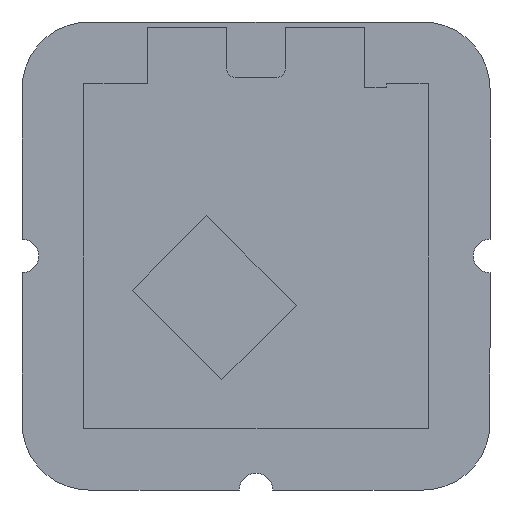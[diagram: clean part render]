
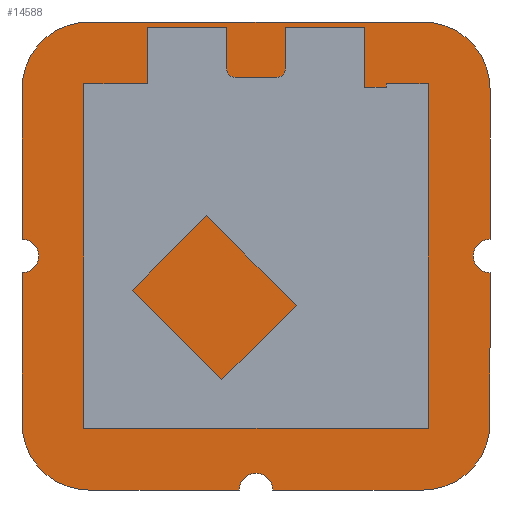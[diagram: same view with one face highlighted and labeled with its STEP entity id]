
A CAD part, front view. The second image highlights one B-rep face of the part: STEP entity #14588.
In plain terms, the highlighted planar face has unit normal (0, -1, 0).
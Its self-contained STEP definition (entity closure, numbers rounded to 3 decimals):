
#38 = CARTESIAN_POINT ( 'NONE',  ( -14., -4.8, -14. ) ) ;
#208 = CARTESIAN_POINT ( 'NONE',  ( 10., -4.8, -10. ) ) ;
#229 = AXIS2_PLACEMENT_3D ( 'NONE', #14861, #10779, #14916 ) ;
#461 = CARTESIAN_POINT ( 'NONE',  ( 0., -4.8, -13. ) ) ;
#491 = CIRCLE ( 'NONE', #4418, 4. ) ;
#771 = VERTEX_POINT ( 'NONE', #10770 ) ;
#874 = AXIS2_PLACEMENT_3D ( 'NONE', #14463, #6453, #1182 ) ;
#918 = EDGE_CURVE ( 'NONE', #16995, #13875, #16111, .T. ) ;
#1053 = CARTESIAN_POINT ( 'NONE',  ( -1., -4.8, -14. ) ) ;
#1158 = DIRECTION ( 'NONE',  ( 0., 0., -1. ) ) ;
#1182 = DIRECTION ( 'NONE',  ( 0., 0., 1. ) ) ;
#1433 = VERTEX_POINT ( 'NONE', #7209 ) ;
#1501 = DIRECTION ( 'NONE',  ( 0., 0., 1. ) ) ;
#1529 = CARTESIAN_POINT ( 'NONE',  ( -14., -4.8, -14. ) ) ;
#1646 = CARTESIAN_POINT ( 'NONE',  ( 14., -4.8, 1. ) ) ;
#1747 = ORIENTED_EDGE ( 'NONE', *, *, #9142, .F. ) ;
#1896 = ORIENTED_EDGE ( 'NONE', *, *, #6704, .T. ) ;
#2088 = CARTESIAN_POINT ( 'NONE',  ( -10., -4.8, 14. ) ) ;
#2278 = DIRECTION ( 'NONE',  ( 0., -1., 0. ) ) ;
#2285 = CARTESIAN_POINT ( 'NONE',  ( 0., -4.8, -14. ) ) ;
#2376 = AXIS2_PLACEMENT_3D ( 'NONE', #11814, #15858, #12990 ) ;
#2394 = DIRECTION ( 'NONE',  ( 0., -1., 0. ) ) ;
#2443 = CARTESIAN_POINT ( 'NONE',  ( 1., -4.8, -14. ) ) ;
#2743 = AXIS2_PLACEMENT_3D ( 'NONE', #14458, #2394, #5232 ) ;
#2765 = VERTEX_POINT ( 'NONE', #15165 ) ;
#2980 = CIRCLE ( 'NONE', #2376, 1. ) ;
#2992 = VERTEX_POINT ( 'NONE', #6115 ) ;
#3019 = VERTEX_POINT ( 'NONE', #3331 ) ;
#3307 = ORIENTED_EDGE ( 'NONE', *, *, #16524, .F. ) ;
#3331 = CARTESIAN_POINT ( 'NONE',  ( 14., -4.8, -10. ) ) ;
#3545 = ORIENTED_EDGE ( 'NONE', *, *, #16446, .F. ) ;
#3572 = EDGE_CURVE ( 'NONE', #771, #5262, #13718, .T. ) ;
#4218 = ORIENTED_EDGE ( 'NONE', *, *, #10613, .F. ) ;
#4293 = DIRECTION ( 'NONE',  ( 0., -1., 0. ) ) ;
#4319 = VECTOR ( 'NONE', #8930, 1000. ) ;
#4418 = AXIS2_PLACEMENT_3D ( 'NONE', #208, #4293, #12342 ) ;
#4894 = CARTESIAN_POINT ( 'NONE',  ( -14., -4.8, -10. ) ) ;
#4958 = VECTOR ( 'NONE', #12378, 1000. ) ;
#5007 = DIRECTION ( 'NONE',  ( 0., 0., 1. ) ) ;
#5048 = EDGE_CURVE ( 'NONE', #16728, #5712, #16838, .T. ) ;
#5142 = PLANE ( 'NONE',  #5501 ) ;
#5227 = DIRECTION ( 'NONE',  ( -1., 0., 0. ) ) ;
#5232 = DIRECTION ( 'NONE',  ( 0., 0., 1. ) ) ;
#5262 = VERTEX_POINT ( 'NONE', #1646 ) ;
#5265 = EDGE_CURVE ( 'NONE', #2992, #3019, #491, .T. ) ;
#5501 = AXIS2_PLACEMENT_3D ( 'NONE', #10498, #15982, #14600 ) ;
#5529 = ORIENTED_EDGE ( 'NONE', *, *, #13307, .T. ) ;
#5712 = VERTEX_POINT ( 'NONE', #12918 ) ;
#5723 = CIRCLE ( 'NONE', #9005, 1. ) ;
#6115 = CARTESIAN_POINT ( 'NONE',  ( 10., -4.8, -14. ) ) ;
#6453 = DIRECTION ( 'NONE',  ( 0., -1., 0. ) ) ;
#6464 = AXIS2_PLACEMENT_3D ( 'NONE', #9503, #8117, #1501 ) ;
#6492 = CARTESIAN_POINT ( 'NONE',  ( -10., -4.8, -14. ) ) ;
#6581 = LINE ( 'NONE', #38, #14738 ) ;
#6698 = VERTEX_POINT ( 'NONE', #9564 ) ;
#6704 = EDGE_CURVE ( 'NONE', #771, #6698, #8615, .T. ) ;
#6789 = LINE ( 'NONE', #9224, #16833 ) ;
#6840 = CIRCLE ( 'NONE', #2743, 1. ) ;
#7209 = CARTESIAN_POINT ( 'NONE',  ( 14., -4.8, -1. ) ) ;
#7247 = DIRECTION ( 'NONE',  ( 0., 0., 1. ) ) ;
#7628 = EDGE_CURVE ( 'NONE', #2992, #15025, #7714, .T. ) ;
#7714 = LINE ( 'NONE', #2443, #9794 ) ;
#8117 = DIRECTION ( 'NONE',  ( 0., -1., 0. ) ) ;
#8467 = EDGE_LOOP ( 'NONE', ( #9669, #12922, #12077, #3307, #4218, #9806, #15516, #1747, #3545, #12904, #1896, #16091, #5529, #15719, #10176 ) ) ;
#8569 = EDGE_CURVE ( 'NONE', #8946, #6698, #16010, .T. ) ;
#8581 = CARTESIAN_POINT ( 'NONE',  ( -14., -4.8, 1. ) ) ;
#8615 = CIRCLE ( 'NONE', #6464, 4. ) ;
#8861 = EDGE_CURVE ( 'NONE', #5712, #2765, #10566, .T. ) ;
#8911 = DIRECTION ( 'NONE',  ( 0., 0., 1. ) ) ;
#8927 = CARTESIAN_POINT ( 'NONE',  ( 1., -4.8, -14. ) ) ;
#8930 = DIRECTION ( 'NONE',  ( 1., 0., 0. ) ) ;
#8946 = VERTEX_POINT ( 'NONE', #2088 ) ;
#9005 = AXIS2_PLACEMENT_3D ( 'NONE', #2285, #11655, #5007 ) ;
#9142 = EDGE_CURVE ( 'NONE', #1433, #3019, #6789, .T. ) ;
#9224 = CARTESIAN_POINT ( 'NONE',  ( 14., -4.8, -14. ) ) ;
#9350 = VERTEX_POINT ( 'NONE', #461 ) ;
#9413 = CIRCLE ( 'NONE', #874, 4. ) ;
#9429 = DIRECTION ( 'NONE',  ( 0., 0., 1. ) ) ;
#9482 = CARTESIAN_POINT ( 'NONE',  ( -14., -4.8, -1. ) ) ;
#9503 = CARTESIAN_POINT ( 'NONE',  ( 10., -4.8, 10. ) ) ;
#9564 = CARTESIAN_POINT ( 'NONE',  ( 10., -4.8, 14. ) ) ;
#9669 = ORIENTED_EDGE ( 'NONE', *, *, #15972, .F. ) ;
#9794 = VECTOR ( 'NONE', #5227, 1000. ) ;
#9806 = ORIENTED_EDGE ( 'NONE', *, *, #7628, .F. ) ;
#10075 = CARTESIAN_POINT ( 'NONE',  ( -14., -4.8, 14. ) ) ;
#10176 = ORIENTED_EDGE ( 'NONE', *, *, #5048, .F. ) ;
#10498 = CARTESIAN_POINT ( 'NONE',  ( -14., -4.8, 0. ) ) ;
#10566 = LINE ( 'NONE', #8581, #14544 ) ;
#10613 = EDGE_CURVE ( 'NONE', #15025, #9350, #6840, .T. ) ;
#10770 = CARTESIAN_POINT ( 'NONE',  ( 14., -4.8, 10. ) ) ;
#10779 = DIRECTION ( 'NONE',  ( 0., -1., 0. ) ) ;
#11655 = DIRECTION ( 'NONE',  ( 0., -1., 0. ) ) ;
#11814 = CARTESIAN_POINT ( 'NONE',  ( 14., -4.8, 0. ) ) ;
#11889 = VERTEX_POINT ( 'NONE', #4894 ) ;
#11890 = FACE_OUTER_BOUND ( 'NONE', #8467, .T. ) ;
#12077 = ORIENTED_EDGE ( 'NONE', *, *, #918, .F. ) ;
#12342 = DIRECTION ( 'NONE',  ( 0., 0., 1. ) ) ;
#12378 = DIRECTION ( 'NONE',  ( 0., 0., -1. ) ) ;
#12904 = ORIENTED_EDGE ( 'NONE', *, *, #3572, .F. ) ;
#12918 = CARTESIAN_POINT ( 'NONE',  ( -14., -4.8, 1. ) ) ;
#12922 = ORIENTED_EDGE ( 'NONE', *, *, #13329, .T. ) ;
#12990 = DIRECTION ( 'NONE',  ( 0., 0., 1. ) ) ;
#13307 = EDGE_CURVE ( 'NONE', #8946, #2765, #9413, .T. ) ;
#13329 = EDGE_CURVE ( 'NONE', #11889, #13875, #16313, .T. ) ;
#13718 = LINE ( 'NONE', #13959, #4958 ) ;
#13875 = VERTEX_POINT ( 'NONE', #6492 ) ;
#13959 = CARTESIAN_POINT ( 'NONE',  ( 14., -4.8, 1. ) ) ;
#14458 = CARTESIAN_POINT ( 'NONE',  ( 0., -4.8, -14. ) ) ;
#14463 = CARTESIAN_POINT ( 'NONE',  ( -10., -4.8, 10. ) ) ;
#14544 = VECTOR ( 'NONE', #7247, 1000. ) ;
#14588 = ADVANCED_FACE ( 'NONE', ( #11890 ), #5142, .F. ) ;
#14600 = DIRECTION ( 'NONE',  ( 0., 0., 1. ) ) ;
#14738 = VECTOR ( 'NONE', #9429, 1000. ) ;
#14861 = CARTESIAN_POINT ( 'NONE',  ( -10., -4.8, -10. ) ) ;
#14916 = DIRECTION ( 'NONE',  ( 0., 0., 1. ) ) ;
#15025 = VERTEX_POINT ( 'NONE', #8927 ) ;
#15165 = CARTESIAN_POINT ( 'NONE',  ( -14., -4.8, 10. ) ) ;
#15516 = ORIENTED_EDGE ( 'NONE', *, *, #5265, .T. ) ;
#15719 = ORIENTED_EDGE ( 'NONE', *, *, #8861, .F. ) ;
#15726 = CARTESIAN_POINT ( 'NONE',  ( -14., -4.8, 0. ) ) ;
#15858 = DIRECTION ( 'NONE',  ( 0., -1., 0. ) ) ;
#15972 = EDGE_CURVE ( 'NONE', #11889, #16728, #6581, .T. ) ;
#15982 = DIRECTION ( 'NONE',  ( 0., 1., 0. ) ) ;
#16010 = LINE ( 'NONE', #10075, #4319 ) ;
#16091 = ORIENTED_EDGE ( 'NONE', *, *, #8569, .F. ) ;
#16111 = LINE ( 'NONE', #1529, #16324 ) ;
#16313 = CIRCLE ( 'NONE', #229, 4. ) ;
#16324 = VECTOR ( 'NONE', #16358, 1000. ) ;
#16358 = DIRECTION ( 'NONE',  ( -1., 0., 0. ) ) ;
#16446 = EDGE_CURVE ( 'NONE', #5262, #1433, #2980, .T. ) ;
#16524 = EDGE_CURVE ( 'NONE', #9350, #16995, #5723, .T. ) ;
#16728 = VERTEX_POINT ( 'NONE', #9482 ) ;
#16833 = VECTOR ( 'NONE', #1158, 1000. ) ;
#16838 = CIRCLE ( 'NONE', #17069, 1. ) ;
#16995 = VERTEX_POINT ( 'NONE', #1053 ) ;
#17069 = AXIS2_PLACEMENT_3D ( 'NONE', #15726, #2278, #8911 ) ;
